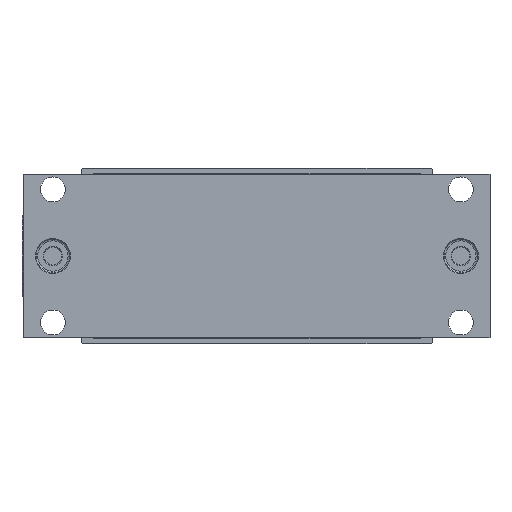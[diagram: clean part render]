
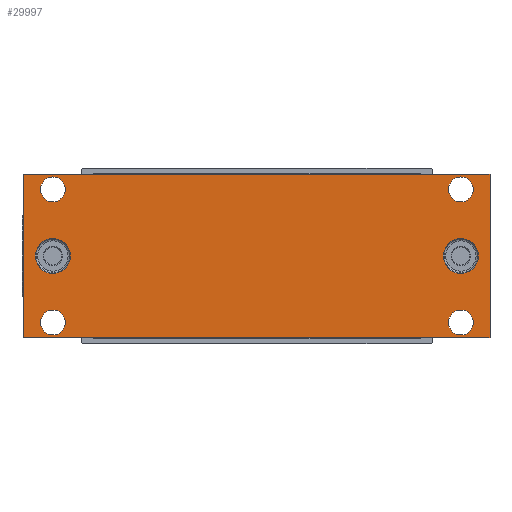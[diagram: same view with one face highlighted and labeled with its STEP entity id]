
A CAD part, front view. The second image highlights one B-rep face of the part: STEP entity #29997.
In plain terms, the highlighted planar face has unit normal (0, -1, 0).
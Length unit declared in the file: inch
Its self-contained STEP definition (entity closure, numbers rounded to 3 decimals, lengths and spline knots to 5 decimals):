
#28144=DIRECTION('',(0.,0.,-1.));
#28145=VECTOR('',#28144,1.45);
#28146=CARTESIAN_POINT('',(-2.07,-0.5,0.725));
#28147=LINE('',#28146,#28145);
#28426=DIRECTION('',(1.,0.,0.));
#28427=VECTOR('',#28426,4.14);
#28428=CARTESIAN_POINT('',(-2.07,-0.5,-0.725));
#28429=LINE('',#28428,#28427);
#28564=DIRECTION('',(1.,0.,0.));
#28565=VECTOR('',#28564,4.14);
#28566=CARTESIAN_POINT('',(-2.07,-0.5,0.725));
#28567=LINE('',#28566,#28565);
#28568=CARTESIAN_POINT('',(-1.811,-0.5,0.591));
#28569=DIRECTION('',(0.,1.,0.));
#28570=DIRECTION('',(1.,0.,0.));
#28571=AXIS2_PLACEMENT_3D('',#28568,#28569,#28570);
#28573=CARTESIAN_POINT('',(-1.811,-0.5,0.591));
#28574=DIRECTION('',(0.,1.,0.));
#28575=DIRECTION('',(-1.,0.,0.));
#28576=AXIS2_PLACEMENT_3D('',#28573,#28574,#28575);
#28578=CARTESIAN_POINT('',(-1.811,-0.5,-0.5905));
#28579=DIRECTION('',(0.,1.,0.));
#28580=DIRECTION('',(1.,0.,0.));
#28581=AXIS2_PLACEMENT_3D('',#28578,#28579,#28580);
#28583=CARTESIAN_POINT('',(-1.811,-0.5,-0.5905));
#28584=DIRECTION('',(0.,1.,0.));
#28585=DIRECTION('',(-1.,0.,0.));
#28586=AXIS2_PLACEMENT_3D('',#28583,#28584,#28585);
#28588=CARTESIAN_POINT('',(1.811,-0.5,0.591));
#28589=DIRECTION('',(0.,-1.,0.));
#28590=DIRECTION('',(-1.,0.,0.));
#28591=AXIS2_PLACEMENT_3D('',#28588,#28589,#28590);
#28593=CARTESIAN_POINT('',(1.811,-0.5,0.591));
#28594=DIRECTION('',(0.,-1.,0.));
#28595=DIRECTION('',(1.,0.,0.));
#28596=AXIS2_PLACEMENT_3D('',#28593,#28594,#28595);
#28598=CARTESIAN_POINT('',(1.811,-0.5,-0.5905));
#28599=DIRECTION('',(0.,-1.,0.));
#28600=DIRECTION('',(-1.,0.,0.));
#28601=AXIS2_PLACEMENT_3D('',#28598,#28599,#28600);
#28603=CARTESIAN_POINT('',(1.811,-0.5,-0.5905));
#28604=DIRECTION('',(0.,-1.,0.));
#28605=DIRECTION('',(1.,0.,0.));
#28606=AXIS2_PLACEMENT_3D('',#28603,#28604,#28605);
#28608=CARTESIAN_POINT('',(-1.811,-0.5,0.));
#28609=DIRECTION('',(0.,1.,0.));
#28610=DIRECTION('',(-1.,0.,0.));
#28611=AXIS2_PLACEMENT_3D('',#28608,#28609,#28610);
#28613=CARTESIAN_POINT('',(-1.811,-0.5,0.));
#28614=DIRECTION('',(0.,1.,0.));
#28615=DIRECTION('',(1.,0.,0.));
#28616=AXIS2_PLACEMENT_3D('',#28613,#28614,#28615);
#28618=CARTESIAN_POINT('',(1.811,-0.5,0.));
#28619=DIRECTION('',(0.,1.,0.));
#28620=DIRECTION('',(-1.,0.,0.));
#28621=AXIS2_PLACEMENT_3D('',#28618,#28619,#28620);
#28623=CARTESIAN_POINT('',(1.811,-0.5,0.));
#28624=DIRECTION('',(0.,1.,0.));
#28625=DIRECTION('',(1.,0.,0.));
#28626=AXIS2_PLACEMENT_3D('',#28623,#28624,#28625);
#28640=DIRECTION('',(0.,0.,-1.));
#28641=VECTOR('',#28640,1.45);
#28642=CARTESIAN_POINT('',(2.07,-0.5,0.725));
#28643=LINE('',#28642,#28641);
#29179=CARTESIAN_POINT('',(-2.07,-0.5,0.725));
#29181=VERTEX_POINT('',#29179);
#29182=CARTESIAN_POINT('',(-2.07,-0.5,-0.725));
#29183=VERTEX_POINT('',#29182);
#29187=CARTESIAN_POINT('',(2.07,-0.5,0.725));
#29189=VERTEX_POINT('',#29187);
#29190=CARTESIAN_POINT('',(2.07,-0.5,-0.725));
#29191=VERTEX_POINT('',#29190);
#29194=CARTESIAN_POINT('',(-1.7005,-0.5,0.591));
#29195=CARTESIAN_POINT('',(-1.9215,-0.5,0.591));
#29196=VERTEX_POINT('',#29194);
#29197=VERTEX_POINT('',#29195);
#29198=CARTESIAN_POINT('',(-1.7005,-0.5,-0.5905));
#29199=CARTESIAN_POINT('',(-1.9215,-0.5,-0.5905));
#29200=VERTEX_POINT('',#29198);
#29201=VERTEX_POINT('',#29199);
#29211=CARTESIAN_POINT('',(1.7005,-0.5,0.591));
#29213=VERTEX_POINT('',#29211);
#29215=CARTESIAN_POINT('',(1.9215,-0.5,0.591));
#29217=VERTEX_POINT('',#29215);
#29219=CARTESIAN_POINT('',(1.7005,-0.5,-0.5905));
#29221=VERTEX_POINT('',#29219);
#29223=CARTESIAN_POINT('',(1.9215,-0.5,-0.5905));
#29225=VERTEX_POINT('',#29223);
#29426=CARTESIAN_POINT('',(-1.966,-0.5,0.));
#29427=CARTESIAN_POINT('',(-1.656,-0.5,0.));
#29428=VERTEX_POINT('',#29426);
#29429=VERTEX_POINT('',#29427);
#29442=CARTESIAN_POINT('',(1.656,-0.5,0.));
#29443=CARTESIAN_POINT('',(1.966,-0.5,0.));
#29444=VERTEX_POINT('',#29442);
#29445=VERTEX_POINT('',#29443);
#29949=CARTESIAN_POINT('',(-2.07,-0.5,0.725));
#29950=DIRECTION('',(0.,-1.,0.));
#29951=DIRECTION('',(0.,0.,-1.));
#29952=AXIS2_PLACEMENT_3D('',#29949,#29950,#29951);
#29953=PLANE('',#29952);
#29954=ORIENTED_EDGE('',*,*,#29465,.F.);
#29955=ORIENTED_EDGE('',*,*,#29511,.T.);
#29957=ORIENTED_EDGE('',*,*,#29956,.T.);
#29958=ORIENTED_EDGE('',*,*,#29769,.F.);
#29959=EDGE_LOOP('',(#29954,#29955,#29957,#29958));
#29960=FACE_OUTER_BOUND('',#29959,.F.);
#29962=ORIENTED_EDGE('',*,*,#29961,.F.);
#29964=ORIENTED_EDGE('',*,*,#29963,.F.);
#29965=EDGE_LOOP('',(#29962,#29964));
#29966=FACE_BOUND('',#29965,.F.);
#29968=ORIENTED_EDGE('',*,*,#29967,.F.);
#29970=ORIENTED_EDGE('',*,*,#29969,.F.);
#29971=EDGE_LOOP('',(#29968,#29970));
#29972=FACE_BOUND('',#29971,.F.);
#29974=ORIENTED_EDGE('',*,*,#29973,.T.);
#29976=ORIENTED_EDGE('',*,*,#29975,.T.);
#29977=EDGE_LOOP('',(#29974,#29976));
#29978=FACE_BOUND('',#29977,.F.);
#29980=ORIENTED_EDGE('',*,*,#29979,.T.);
#29982=ORIENTED_EDGE('',*,*,#29981,.T.);
#29983=EDGE_LOOP('',(#29980,#29982));
#29984=FACE_BOUND('',#29983,.F.);
#29986=ORIENTED_EDGE('',*,*,#29985,.F.);
#29988=ORIENTED_EDGE('',*,*,#29987,.F.);
#29989=EDGE_LOOP('',(#29986,#29988));
#29990=FACE_BOUND('',#29989,.F.);
#29992=ORIENTED_EDGE('',*,*,#29991,.F.);
#29994=ORIENTED_EDGE('',*,*,#29993,.F.);
#29995=EDGE_LOOP('',(#29992,#29994));
#29996=FACE_BOUND('',#29995,.F.);
#29997=ADVANCED_FACE('',(#29960,#29966,#29972,#29978,#29984,#29990,#29996),
#29953,.T.);
#28572=CIRCLE('',#28571,0.1105);
#28577=CIRCLE('',#28576,0.1105);
#28582=CIRCLE('',#28581,0.1105);
#28587=CIRCLE('',#28586,0.1105);
#28592=CIRCLE('',#28591,0.1105);
#28597=CIRCLE('',#28596,0.1105);
#28602=CIRCLE('',#28601,0.1105);
#28607=CIRCLE('',#28606,0.1105);
#28612=CIRCLE('',#28611,0.155);
#28617=CIRCLE('',#28616,0.155);
#28622=CIRCLE('',#28621,0.155);
#28627=CIRCLE('',#28626,0.155);
#29465=EDGE_CURVE('',#29181,#29183,#28147,.T.);
#29511=EDGE_CURVE('',#29181,#29189,#28567,.T.);
#29769=EDGE_CURVE('',#29183,#29191,#28429,.T.);
#29956=EDGE_CURVE('',#29189,#29191,#28643,.T.);
#29961=EDGE_CURVE('',#29196,#29197,#28572,.T.);
#29963=EDGE_CURVE('',#29197,#29196,#28577,.T.);
#29967=EDGE_CURVE('',#29200,#29201,#28582,.T.);
#29969=EDGE_CURVE('',#29201,#29200,#28587,.T.);
#29973=EDGE_CURVE('',#29213,#29217,#28592,.T.);
#29975=EDGE_CURVE('',#29217,#29213,#28597,.T.);
#29979=EDGE_CURVE('',#29221,#29225,#28602,.T.);
#29981=EDGE_CURVE('',#29225,#29221,#28607,.T.);
#29985=EDGE_CURVE('',#29428,#29429,#28612,.T.);
#29987=EDGE_CURVE('',#29429,#29428,#28617,.T.);
#29991=EDGE_CURVE('',#29444,#29445,#28622,.T.);
#29993=EDGE_CURVE('',#29445,#29444,#28627,.T.);
